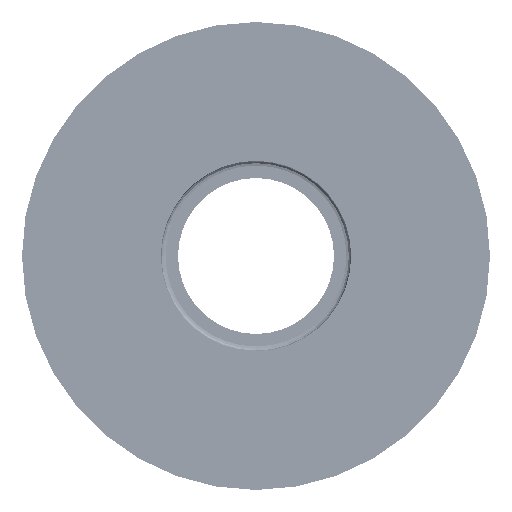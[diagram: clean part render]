
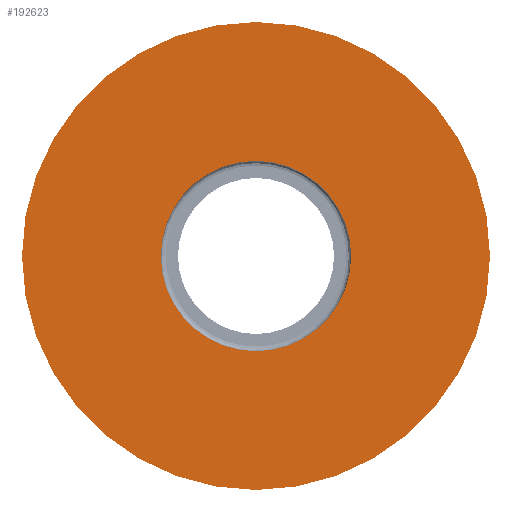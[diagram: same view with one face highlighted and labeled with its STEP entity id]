
A CAD part, left-side view. The second image highlights one B-rep face of the part: STEP entity #192623.
In plain terms, the highlighted planar face has unit normal (-1, 0, 0).
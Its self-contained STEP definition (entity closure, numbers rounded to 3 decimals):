
#15913 = CIRCLE ( 'NONE', #38616, 15. ) ;
#35682 = FACE_OUTER_BOUND ( 'NONE', #135601, .T. ) ;
#38616 = AXIS2_PLACEMENT_3D ( 'NONE', #180058, #61048, #200012 ) ;
#39677 = ORIENTED_EDGE ( 'NONE', *, *, #39917, .T. ) ;
#39917 = EDGE_CURVE ( 'NONE', #115319, #211530, #146756, .T. ) ;
#51577 = ORIENTED_EDGE ( 'NONE', *, *, #169179, .T. ) ;
#55460 = EDGE_LOOP ( 'NONE', ( #74097, #158627 ) ) ;
#61048 = DIRECTION ( 'NONE',  ( -1., 0., 0. ) ) ;
#67335 = CARTESIAN_POINT ( 'NONE',  ( 0., 0., 0. ) ) ;
#74097 = ORIENTED_EDGE ( 'NONE', *, *, #81582, .F. ) ;
#76188 = AXIS2_PLACEMENT_3D ( 'NONE', #86506, #225465, #106533 ) ;
#81582 = EDGE_CURVE ( 'NONE', #223722, #241499, #85442, .T. ) ;
#82561 = DIRECTION ( 'NONE',  ( -1., 0., 0. ) ) ;
#85442 = CIRCLE ( 'NONE', #219872, 6.1 ) ;
#86506 = CARTESIAN_POINT ( 'NONE',  ( 0., 6.1, 0. ) ) ;
#87325 = DIRECTION ( 'NONE',  ( 0., 0., 1. ) ) ;
#106533 = DIRECTION ( 'NONE',  ( 0., 0., -1. ) ) ;
#112029 = DIRECTION ( 'NONE',  ( -1., 0., 0. ) ) ;
#115319 = VERTEX_POINT ( 'NONE', #227200 ) ;
#125672 = PLANE ( 'NONE',  #76188 ) ;
#131396 = CARTESIAN_POINT ( 'NONE',  ( 0., 0., 6.1 ) ) ;
#135601 = EDGE_LOOP ( 'NONE', ( #51577, #39677 ) ) ;
#141946 = CIRCLE ( 'NONE', #159441, 6.1 ) ;
#146756 = CIRCLE ( 'NONE', #245762, 15. ) ;
#147873 = CARTESIAN_POINT ( 'NONE',  ( 0., 0., -6.1 ) ) ;
#158627 = ORIENTED_EDGE ( 'NONE', *, *, #184619, .F. ) ;
#159441 = AXIS2_PLACEMENT_3D ( 'NONE', #230959, #112029, #250995 ) ;
#169179 = EDGE_CURVE ( 'NONE', #211530, #115319, #15913, .T. ) ;
#169565 = CARTESIAN_POINT ( 'NONE',  ( 0., 0., 15. ) ) ;
#180058 = CARTESIAN_POINT ( 'NONE',  ( 0., 0., 0. ) ) ;
#184619 = EDGE_CURVE ( 'NONE', #241499, #223722, #141946, .T. ) ;
#192623 = ADVANCED_FACE ( 'NONE', ( #240879, #35682 ), #125672, .F. ) ;
#200012 = DIRECTION ( 'NONE',  ( 0., 0., 1. ) ) ;
#201503 = CARTESIAN_POINT ( 'NONE',  ( 0., 0., 0. ) ) ;
#206255 = DIRECTION ( 'NONE',  ( -1., 0., 0. ) ) ;
#211530 = VERTEX_POINT ( 'NONE', #169565 ) ;
#219872 = AXIS2_PLACEMENT_3D ( 'NONE', #67335, #206255, #87325 ) ;
#221527 = DIRECTION ( 'NONE',  ( 0., 0., 1. ) ) ;
#223722 = VERTEX_POINT ( 'NONE', #131396 ) ;
#225465 = DIRECTION ( 'NONE',  ( 1., 0., 0. ) ) ;
#227200 = CARTESIAN_POINT ( 'NONE',  ( 0., 0., -15. ) ) ;
#230959 = CARTESIAN_POINT ( 'NONE',  ( 0., 0., 0. ) ) ;
#240879 = FACE_BOUND ( 'NONE', #55460, .T. ) ;
#241499 = VERTEX_POINT ( 'NONE', #147873 ) ;
#245762 = AXIS2_PLACEMENT_3D ( 'NONE', #201503, #82561, #221527 ) ;
#250995 = DIRECTION ( 'NONE',  ( 0., 0., 1. ) ) ;
